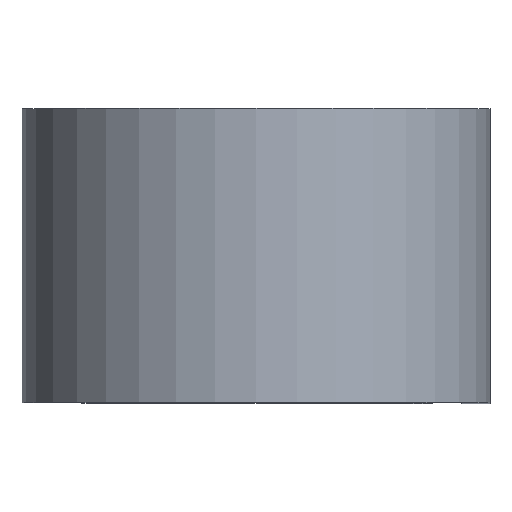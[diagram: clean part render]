
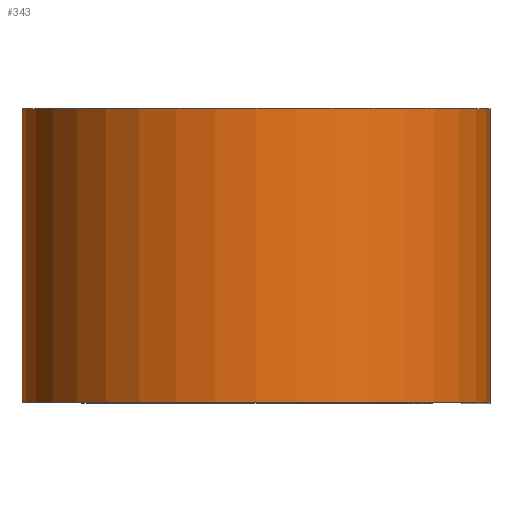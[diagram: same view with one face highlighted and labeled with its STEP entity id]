
A CAD part, top view. The second image highlights one B-rep face of the part: STEP entity #343.
In plain terms, the highlighted cylindrical face has radius 12.636 mm (diameter 25.273 mm), a partial arc.
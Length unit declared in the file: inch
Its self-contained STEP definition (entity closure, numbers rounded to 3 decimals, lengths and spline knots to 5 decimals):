
#38 = VECTOR ( 'NONE', #594, 39.37008 ) ;
#48 = DIRECTION ( 'NONE',  ( 0., -1., 0. ) ) ;
#50 = LINE ( 'NONE', #112, #38 ) ;
#65 = FACE_OUTER_BOUND ( 'NONE', #102, .T. ) ;
#100 = VERTEX_POINT ( 'NONE', #236 ) ;
#102 = EDGE_LOOP ( 'NONE', ( #116, #252, #473, #120 ) ) ;
#112 = CARTESIAN_POINT ( 'NONE',  ( 0., 0.3125, -0.4975 ) ) ;
#116 = ORIENTED_EDGE ( 'NONE', *, *, #520, .T. ) ;
#120 = ORIENTED_EDGE ( 'NONE', *, *, #623, .T. ) ;
#151 = AXIS2_PLACEMENT_3D ( 'NONE', #181, #595, #534 ) ;
#168 = EDGE_CURVE ( 'NONE', #342, #235, #468, .T. ) ;
#171 = CARTESIAN_POINT ( 'NONE',  ( 0., 0.3125, 0. ) ) ;
#181 = CARTESIAN_POINT ( 'NONE',  ( 0., 0.3125, 0. ) ) ;
#192 = CARTESIAN_POINT ( 'NONE',  ( 0., -0.3125, 0. ) ) ;
#195 = DIRECTION ( 'NONE',  ( 0., 1., 0. ) ) ;
#199 = DIRECTION ( 'NONE',  ( 1., 0., 0. ) ) ;
#223 = CARTESIAN_POINT ( 'NONE',  ( 0.4975, -0.3125, 0. ) ) ;
#225 = DIRECTION ( 'NONE',  ( 1., 0., 0. ) ) ;
#235 = VERTEX_POINT ( 'NONE', #223 ) ;
#236 = CARTESIAN_POINT ( 'NONE',  ( 0., -0.3125, -0.4975 ) ) ;
#252 = ORIENTED_EDGE ( 'NONE', *, *, #168, .F. ) ;
#273 = VERTEX_POINT ( 'NONE', #355 ) ;
#342 = VERTEX_POINT ( 'NONE', #593 ) ;
#343 = ADVANCED_FACE ( 'NONE', ( #65 ), #462, .T. ) ;
#349 = CARTESIAN_POINT ( 'NONE',  ( 0.4975, 0.3125, 0. ) ) ;
#353 = VECTOR ( 'NONE', #48, 39.37008 ) ;
#355 = CARTESIAN_POINT ( 'NONE',  ( 0., 0.3125, -0.4975 ) ) ;
#462 = CYLINDRICAL_SURFACE ( 'NONE', #151, 0.4975 ) ;
#468 = LINE ( 'NONE', #349, #353 ) ;
#473 = ORIENTED_EDGE ( 'NONE', *, *, #545, .F. ) ;
#506 = CIRCLE ( 'NONE', #621, 0.4975 ) ;
#508 = DIRECTION ( 'NONE',  ( 0., 1., 0. ) ) ;
#520 = EDGE_CURVE ( 'NONE', #100, #235, #602, .T. ) ;
#534 = DIRECTION ( 'NONE',  ( 0., 0., -1. ) ) ;
#539 = AXIS2_PLACEMENT_3D ( 'NONE', #192, #195, #199 ) ;
#545 = EDGE_CURVE ( 'NONE', #273, #342, #506, .T. ) ;
#593 = CARTESIAN_POINT ( 'NONE',  ( 0.4975, 0.3125, 0. ) ) ;
#594 = DIRECTION ( 'NONE',  ( 0., -1., 0. ) ) ;
#595 = DIRECTION ( 'NONE',  ( 0., -1., 0. ) ) ;
#602 = CIRCLE ( 'NONE', #539, 0.4975 ) ;
#621 = AXIS2_PLACEMENT_3D ( 'NONE', #171, #508, #225 ) ;
#623 = EDGE_CURVE ( 'NONE', #273, #100, #50, .T. ) ;
